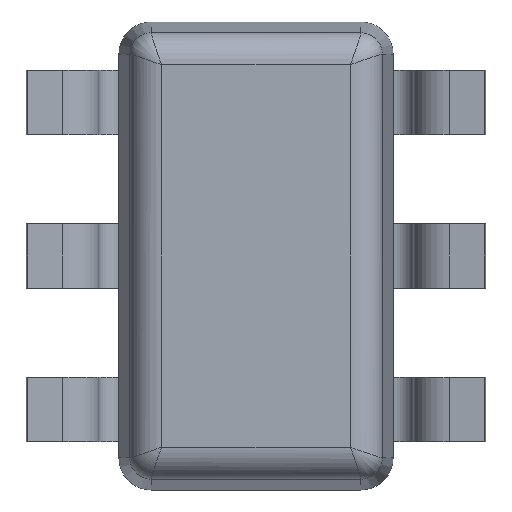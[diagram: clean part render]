
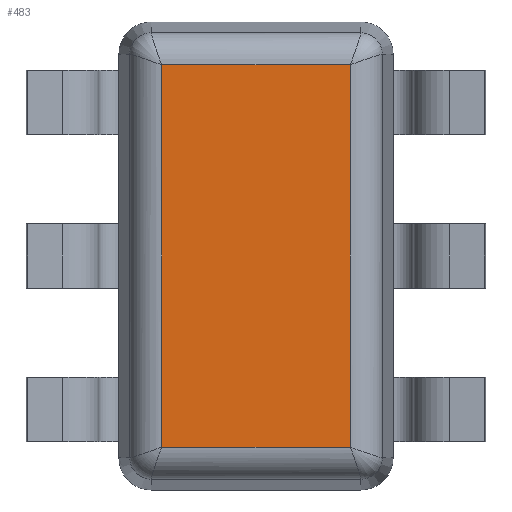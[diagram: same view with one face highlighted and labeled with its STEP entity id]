
A CAD part, front view. The second image highlights one B-rep face of the part: STEP entity #483.
In plain terms, the highlighted planar face has unit normal (0, -1, 0).
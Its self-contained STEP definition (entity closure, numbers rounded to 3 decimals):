
#19 = VECTOR ( 'NONE', #4370, 1000. ) ;
#166 = VERTEX_POINT ( 'NONE', #972 ) ;
#371 = PLANE ( 'NONE',  #4573 ) ;
#483 = ADVANCED_FACE ( 'NONE', ( #3021 ), #371, .F. ) ;
#538 = CARTESIAN_POINT ( 'NONE',  ( -0.585, 0.16, 1.185 ) ) ;
#972 = CARTESIAN_POINT ( 'NONE',  ( 0.585, 0.16, -1.185 ) ) ;
#977 = EDGE_CURVE ( 'NONE', #166, #2204, #1609, .T. ) ;
#1211 = DIRECTION ( 'NONE',  ( 0., 0., 1. ) ) ;
#1246 = DIRECTION ( 'NONE',  ( -1., 0., 0. ) ) ;
#1254 = VECTOR ( 'NONE', #1246, 1000. ) ;
#1284 = CARTESIAN_POINT ( 'NONE',  ( 0., 0.16, -1.185 ) ) ;
#1309 = CARTESIAN_POINT ( 'NONE',  ( 0., 0.16, 1.185 ) ) ;
#1364 = LINE ( 'NONE', #1309, #1254 ) ;
#1609 = LINE ( 'NONE', #3299, #1904 ) ;
#1856 = LINE ( 'NONE', #3500, #19 ) ;
#1885 = EDGE_CURVE ( 'NONE', #2204, #4304, #1364, .T. ) ;
#1904 = VECTOR ( 'NONE', #1211, 1000. ) ;
#2064 = CARTESIAN_POINT ( 'NONE',  ( 0., 0.16, 0. ) ) ;
#2204 = VERTEX_POINT ( 'NONE', #2843 ) ;
#2843 = CARTESIAN_POINT ( 'NONE',  ( 0.585, 0.16, 1.185 ) ) ;
#2923 = ORIENTED_EDGE ( 'NONE', *, *, #4022, .T. ) ;
#2989 = DIRECTION ( 'NONE',  ( 1., 0., 0. ) ) ;
#3021 = FACE_OUTER_BOUND ( 'NONE', #3095, .T. ) ;
#3095 = EDGE_LOOP ( 'NONE', ( #4829, #2923, #3752, #4287 ) ) ;
#3299 = CARTESIAN_POINT ( 'NONE',  ( 0.585, 0.16, 0. ) ) ;
#3500 = CARTESIAN_POINT ( 'NONE',  ( -0.585, 0.16, 0. ) ) ;
#3752 = ORIENTED_EDGE ( 'NONE', *, *, #4848, .T. ) ;
#3760 = DIRECTION ( 'NONE',  ( 0., 0., 1. ) ) ;
#3835 = LINE ( 'NONE', #1284, #5451 ) ;
#4022 = EDGE_CURVE ( 'NONE', #4304, #5033, #1856, .T. ) ;
#4183 = CARTESIAN_POINT ( 'NONE',  ( -0.585, 0.16, -1.185 ) ) ;
#4287 = ORIENTED_EDGE ( 'NONE', *, *, #977, .T. ) ;
#4304 = VERTEX_POINT ( 'NONE', #538 ) ;
#4370 = DIRECTION ( 'NONE',  ( 0., 0., -1. ) ) ;
#4573 = AXIS2_PLACEMENT_3D ( 'NONE', #2064, #5491, #3760 ) ;
#4829 = ORIENTED_EDGE ( 'NONE', *, *, #1885, .T. ) ;
#4848 = EDGE_CURVE ( 'NONE', #5033, #166, #3835, .T. ) ;
#5033 = VERTEX_POINT ( 'NONE', #4183 ) ;
#5451 = VECTOR ( 'NONE', #2989, 1000. ) ;
#5491 = DIRECTION ( 'NONE',  ( 0., 1., 0. ) ) ;
